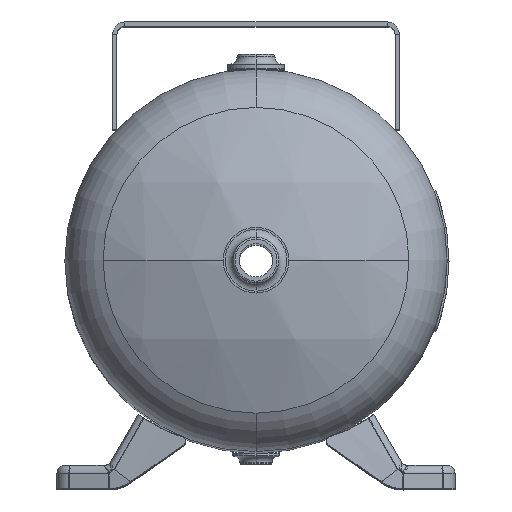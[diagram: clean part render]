
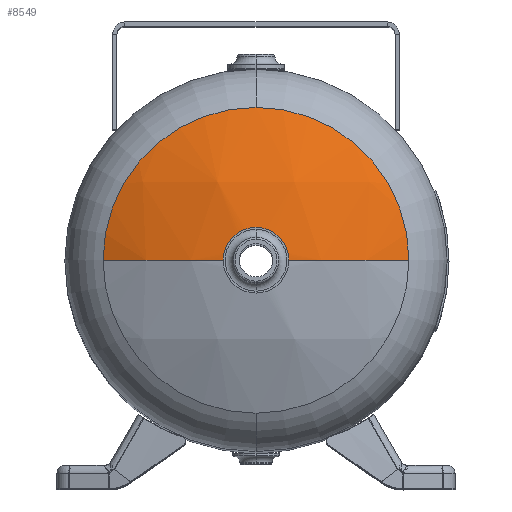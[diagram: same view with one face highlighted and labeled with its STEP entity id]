
A CAD part, top view. The second image highlights one B-rep face of the part: STEP entity #8549.
In plain terms, the highlighted spherical face has radius 274.32 mm.
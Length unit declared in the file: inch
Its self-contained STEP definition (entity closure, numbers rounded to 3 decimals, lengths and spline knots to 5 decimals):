
#9 = ORIENTED_EDGE ( 'NONE', *, *, #8227, .F. ) ;
#10 = ORIENTED_EDGE ( 'NONE', *, *, #8103, .F. ) ;
#11 = ORIENTED_EDGE ( 'NONE', *, *, #8226, .T. ) ;
#12 = ORIENTED_EDGE ( 'NONE', *, *, #8225, .F. ) ;
#151 = VERTEX_POINT ( 'NONE', #12295 ) ;
#1202 = EDGE_LOOP ( 'NONE', ( #9, #10, #11, #12, #4315 ) ) ;
#4315 = ORIENTED_EDGE ( 'NONE', *, *, #8104, .F. ) ;
#6030 = CARTESIAN_POINT ( 'NONE',  ( -0.5965, 0., 16.48351 ) ) ;
#6034 = CARTESIAN_POINT ( 'NONE',  ( 0., 4.8, 15.37471 ) ) ;
#6037 = CARTESIAN_POINT ( 'NONE',  ( -4.8, 0., 15.37471 ) ) ;
#6216 = VERTEX_POINT ( 'NONE', #11235 ) ;
#6733 = CARTESIAN_POINT ( 'NONE',  ( 0., 0., 16.48351 ) ) ;
#6734 = DIRECTION ( 'NONE',  ( 0., 0., 1. ) ) ;
#6735 = DIRECTION ( 'NONE',  ( -1., 0., 0. ) ) ;
#6736 = CARTESIAN_POINT ( 'NONE',  ( 0., 0., 15.37471 ) ) ;
#6737 = DIRECTION ( 'NONE',  ( 0., 0., -1. ) ) ;
#6738 = DIRECTION ( 'NONE',  ( 0., 1., 0. ) ) ;
#8103 = EDGE_CURVE ( 'NONE', #151, #10459, #14045, .T. ) ;
#8104 = EDGE_CURVE ( 'NONE', #13511, #10457, #14043, .T. ) ;
#8225 = EDGE_CURVE ( 'NONE', #10457, #6216, #12578, .T. ) ;
#8226 = EDGE_CURVE ( 'NONE', #151, #6216, #12580, .T. ) ;
#8227 = EDGE_CURVE ( 'NONE', #10459, #13511, #12582, .T. ) ;
#8549 = ADVANCED_FACE ( 'NONE', ( #10712 ), #10714, .T. ) ;
#10457 = VERTEX_POINT ( 'NONE', #6034 ) ;
#10459 = VERTEX_POINT ( 'NONE', #6030 ) ;
#10711 = CARTESIAN_POINT ( 'NONE',  ( 0., 0., 5.7 ) ) ;
#10712 = FACE_OUTER_BOUND ( 'NONE', #1202, .T. ) ;
#10714 = SPHERICAL_SURFACE ( 'NONE', #15594, 10.8 ) ;
#10717 = DIRECTION ( 'NONE',  ( 0., -1., 0. ) ) ;
#10718 = DIRECTION ( 'NONE',  ( 1., 0., 0. ) ) ;
#11235 = CARTESIAN_POINT ( 'NONE',  ( 4.8, 0., 15.37471 ) ) ;
#12295 = CARTESIAN_POINT ( 'NONE',  ( 0.5965, 0., 16.48351 ) ) ;
#12578 = CIRCLE ( 'NONE', #12581, 4.8 ) ;
#12580 = CIRCLE ( 'NONE', #12583, 10.8 ) ;
#12581 = AXIS2_PLACEMENT_3D ( 'NONE', #15658, #15660, #15661 ) ;
#12582 = CIRCLE ( 'NONE', #12585, 10.8 ) ;
#12583 = AXIS2_PLACEMENT_3D ( 'NONE', #15664, #15665, #15666 ) ;
#12585 = AXIS2_PLACEMENT_3D ( 'NONE', #15669, #15670, #15671 ) ;
#13511 = VERTEX_POINT ( 'NONE', #6037 ) ;
#14043 = CIRCLE ( 'NONE', #14050, 4.8 ) ;
#14045 = CIRCLE ( 'NONE', #14048, 0.5965 ) ;
#14048 = AXIS2_PLACEMENT_3D ( 'NONE', #6733, #6734, #6735 ) ;
#14050 = AXIS2_PLACEMENT_3D ( 'NONE', #6736, #6737, #6738 ) ;
#15594 = AXIS2_PLACEMENT_3D ( 'NONE', #10711, #10717, #10718 ) ;
#15658 = CARTESIAN_POINT ( 'NONE',  ( 0., 0., 15.37471 ) ) ;
#15660 = DIRECTION ( 'NONE',  ( 0., 0., -1. ) ) ;
#15661 = DIRECTION ( 'NONE',  ( 0., 1., 0. ) ) ;
#15664 = CARTESIAN_POINT ( 'NONE',  ( 0., 0., 5.7 ) ) ;
#15665 = DIRECTION ( 'NONE',  ( 0., 1., 0. ) ) ;
#15666 = DIRECTION ( 'NONE',  ( 0., 0., 1. ) ) ;
#15669 = CARTESIAN_POINT ( 'NONE',  ( 0., 0., 5.7 ) ) ;
#15670 = DIRECTION ( 'NONE',  ( 0., -1., 0. ) ) ;
#15671 = DIRECTION ( 'NONE',  ( 1., 0., 0. ) ) ;
